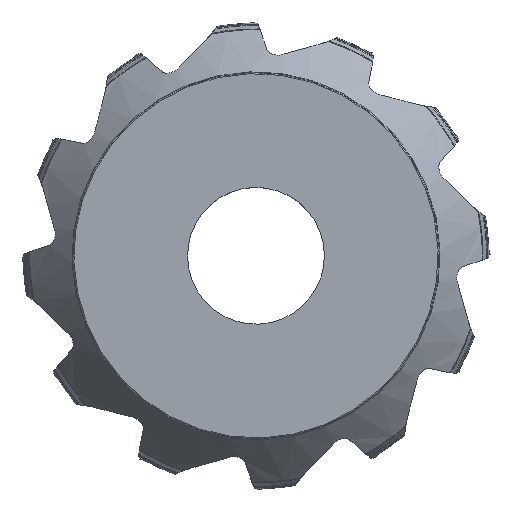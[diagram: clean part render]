
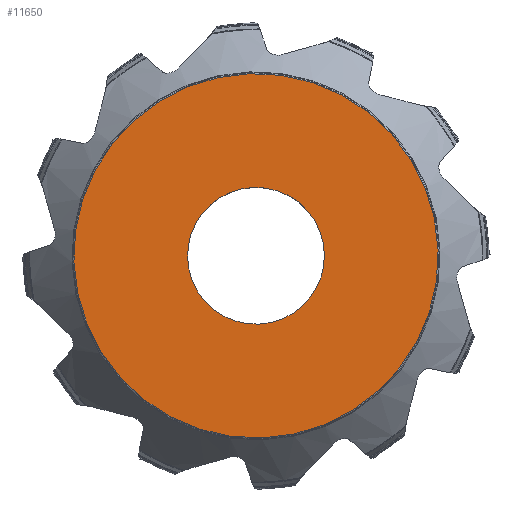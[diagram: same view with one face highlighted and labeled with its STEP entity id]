
A CAD part, top view. The second image highlights one B-rep face of the part: STEP entity #11650.
In plain terms, the highlighted planar face has unit normal (0, 0, 1).
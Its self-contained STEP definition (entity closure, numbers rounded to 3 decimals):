
#3832=FACE_BOUND('',#23011,.T.);
#3833=FACE_BOUND('',#23012,.T.);
#11650=ADVANCED_FACE('CU_BACK_F001',(#3832,#3833),#12707,.T.);
#12707=PLANE('',#92805);
#23011=EDGE_LOOP('',(#55232));
#23012=EDGE_LOOP('',(#55233));
#26865=CIRCLE('',#84729,31.758);
#30373=CIRCLE('',#92799,84.6);
#55232=ORIENTED_EDGE('',*,*,#75713,.T.);
#55233=ORIENTED_EDGE('',*,*,#65151,.F.);
#56979=VERTEX_POINT('',#126087);
#63159=VERTEX_POINT('',#190501);
#65151=EDGE_CURVE('',#56979,#56979,#26865,.T.);
#75713=EDGE_CURVE('',#63159,#63159,#30373,.T.);
#84729=AXIS2_PLACEMENT_3D('',#126086,#95656,#95657);
#92799=AXIS2_PLACEMENT_3D('',#190500,#115182,#115183);
#92805=AXIS2_PLACEMENT_3D('',#190507,#115194,#115195);
#95656=DIRECTION('',(0.,0.,1.));
#95657=DIRECTION('',(0.978,0.208,0.));
#115182=DIRECTION('',(0.,0.,1.));
#115183=DIRECTION('',(0.978,0.208,0.));
#115194=DIRECTION('',(0.,0.,1.));
#115195=DIRECTION('',(0.978,0.208,0.));
#126086=CARTESIAN_POINT('',(0.,0.,
0.));
#126087=CARTESIAN_POINT('',(31.064,6.603,0.));
#190500=CARTESIAN_POINT('',(0.,0.,
0.));
#190501=CARTESIAN_POINT('',(82.751,17.589,0.));
#190507=CARTESIAN_POINT('',(-34.758,0.,0.));
